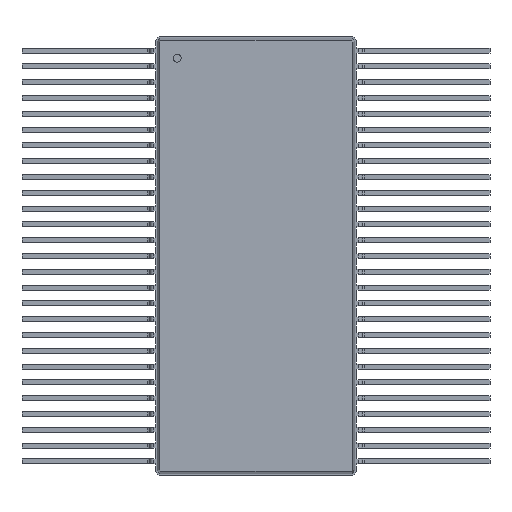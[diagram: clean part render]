
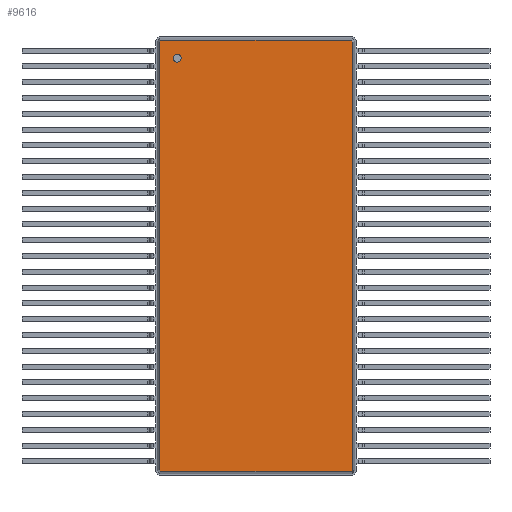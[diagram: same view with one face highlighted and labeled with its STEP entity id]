
A CAD part, top view. The second image highlights one B-rep face of the part: STEP entity #9616.
In plain terms, the highlighted planar face has unit normal (0, 0, 1).
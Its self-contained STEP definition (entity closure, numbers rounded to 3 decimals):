
#3146 = VERTEX_POINT('',#3147);
#3147 = CARTESIAN_POINT('',(4.894,-10.832,1.6));
#3152 = EDGE_CURVE('',#3153,#3146,#3155,.T.);
#3153 = VERTEX_POINT('',#3154);
#3154 = CARTESIAN_POINT('',(4.894,10.832,1.6));
#3155 = LINE('',#3156,#3157);
#3156 = CARTESIAN_POINT('',(4.894,10.832,1.6));
#3157 = VECTOR('',#3158,1.);
#3158 = DIRECTION('',(0.,-1.,0.));
#9599 = EDGE_CURVE('',#9600,#3153,#9602,.T.);
#9600 = VERTEX_POINT('',#9601);
#9601 = CARTESIAN_POINT('',(4.812,10.914,1.6));
#9602 = LINE('',#9603,#9604);
#9603 = CARTESIAN_POINT('',(4.812,10.914,1.6));
#9604 = VECTOR('',#9605,1.);
#9605 = DIRECTION('',(0.707,-0.707,0.));
#9616 = ADVANCED_FACE('',(#9617,#9667),#9678,.T.);
#9617 = FACE_BOUND('',#9618,.T.);
#9618 = EDGE_LOOP('',(#9619,#9627,#9635,#9643,#9651,#9659,#9665,#9666));
#9619 = ORIENTED_EDGE('',*,*,#9620,.F.);
#9620 = EDGE_CURVE('',#9621,#9600,#9623,.T.);
#9621 = VERTEX_POINT('',#9622);
#9622 = CARTESIAN_POINT('',(-4.812,10.914,1.6));
#9623 = LINE('',#9624,#9625);
#9624 = CARTESIAN_POINT('',(-4.812,10.914,1.6));
#9625 = VECTOR('',#9626,1.);
#9626 = DIRECTION('',(1.,0.,0.));
#9627 = ORIENTED_EDGE('',*,*,#9628,.F.);
#9628 = EDGE_CURVE('',#9629,#9621,#9631,.T.);
#9629 = VERTEX_POINT('',#9630);
#9630 = CARTESIAN_POINT('',(-4.894,10.832,1.6));
#9631 = LINE('',#9632,#9633);
#9632 = CARTESIAN_POINT('',(-4.894,10.832,1.6));
#9633 = VECTOR('',#9634,1.);
#9634 = DIRECTION('',(0.707,0.707,0.));
#9635 = ORIENTED_EDGE('',*,*,#9636,.F.);
#9636 = EDGE_CURVE('',#9637,#9629,#9639,.T.);
#9637 = VERTEX_POINT('',#9638);
#9638 = CARTESIAN_POINT('',(-4.894,-10.832,1.6));
#9639 = LINE('',#9640,#9641);
#9640 = CARTESIAN_POINT('',(-4.894,-10.832,1.6));
#9641 = VECTOR('',#9642,1.);
#9642 = DIRECTION('',(0.,1.,0.));
#9643 = ORIENTED_EDGE('',*,*,#9644,.F.);
#9644 = EDGE_CURVE('',#9645,#9637,#9647,.T.);
#9645 = VERTEX_POINT('',#9646);
#9646 = CARTESIAN_POINT('',(-4.812,-10.914,1.6));
#9647 = LINE('',#9648,#9649);
#9648 = CARTESIAN_POINT('',(-4.812,-10.914,1.6));
#9649 = VECTOR('',#9650,1.);
#9650 = DIRECTION('',(-0.707,0.707,0.));
#9651 = ORIENTED_EDGE('',*,*,#9652,.F.);
#9652 = EDGE_CURVE('',#9653,#9645,#9655,.T.);
#9653 = VERTEX_POINT('',#9654);
#9654 = CARTESIAN_POINT('',(4.812,-10.914,1.6));
#9655 = LINE('',#9656,#9657);
#9656 = CARTESIAN_POINT('',(4.812,-10.914,1.6));
#9657 = VECTOR('',#9658,1.);
#9658 = DIRECTION('',(-1.,0.,0.));
#9659 = ORIENTED_EDGE('',*,*,#9660,.F.);
#9660 = EDGE_CURVE('',#3146,#9653,#9661,.T.);
#9661 = LINE('',#9662,#9663);
#9662 = CARTESIAN_POINT('',(4.894,-10.832,1.6));
#9663 = VECTOR('',#9664,1.);
#9664 = DIRECTION('',(-0.707,-0.707,0.));
#9665 = ORIENTED_EDGE('',*,*,#3152,.F.);
#9666 = ORIENTED_EDGE('',*,*,#9599,.F.);
#9667 = FACE_BOUND('',#9668,.T.);
#9668 = EDGE_LOOP('',(#9669));
#9669 = ORIENTED_EDGE('',*,*,#9670,.F.);
#9670 = EDGE_CURVE('',#9671,#9671,#9673,.T.);
#9671 = VERTEX_POINT('',#9672);
#9672 = CARTESIAN_POINT('',(-3.994,9.814,1.6));
#9673 = CIRCLE('',#9674,0.2);
#9674 = AXIS2_PLACEMENT_3D('',#9675,#9676,#9677);
#9675 = CARTESIAN_POINT('',(-3.994,10.014,1.6));
#9676 = DIRECTION('',(0.,0.,1.));
#9677 = DIRECTION('',(0.,-1.,0.));
#9678 = PLANE('',#9679);
#9679 = AXIS2_PLACEMENT_3D('',#9680,#9681,#9682);
#9680 = CARTESIAN_POINT('',(-4.812,10.914,1.6));
#9681 = DIRECTION('',(0.,0.,1.));
#9682 = DIRECTION('',(0.403,-0.915,0.));
